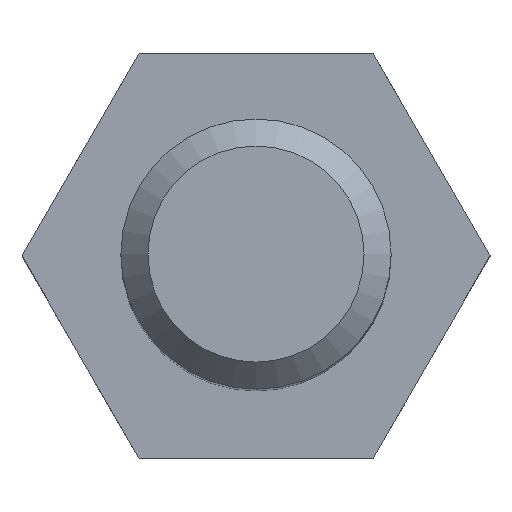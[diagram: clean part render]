
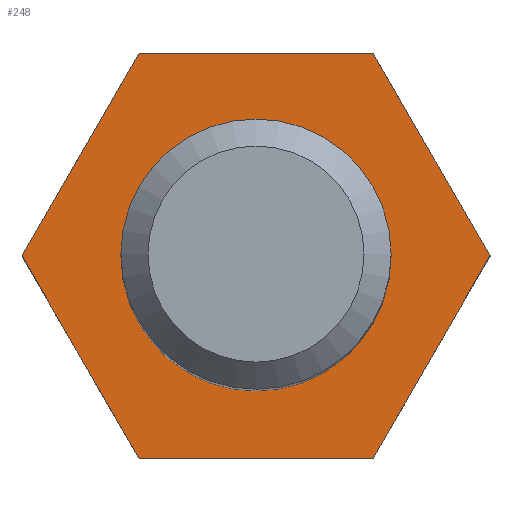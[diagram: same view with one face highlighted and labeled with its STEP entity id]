
A CAD part, top view. The second image highlights one B-rep face of the part: STEP entity #248.
In plain terms, the highlighted planar face has unit normal (0, 0, 1).
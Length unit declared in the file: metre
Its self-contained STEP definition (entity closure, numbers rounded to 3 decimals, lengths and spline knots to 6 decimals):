
#14=LINE('',#436,#26);
#16=LINE('',#440,#28);
#18=LINE('',#444,#30);
#20=LINE('',#448,#32);
#22=LINE('',#452,#34);
#24=LINE('',#456,#36);
#26=VECTOR('',#325,1.);
#28=VECTOR('',#329,1.);
#30=VECTOR('',#333,1.);
#32=VECTOR('',#337,1.);
#34=VECTOR('',#341,1.);
#36=VECTOR('',#345,1.);
#111=ORIENTED_EDGE('',*,*,#153,.F.);
#112=ORIENTED_EDGE('',*,*,#152,.T.);
#113=ORIENTED_EDGE('',*,*,#150,.T.);
#114=ORIENTED_EDGE('',*,*,#148,.T.);
#115=ORIENTED_EDGE('',*,*,#146,.T.);
#116=ORIENTED_EDGE('',*,*,#144,.T.);
#117=ORIENTED_EDGE('',*,*,#142,.T.);
#142=EDGE_CURVE('',#169,#168,#14,.T.);
#144=EDGE_CURVE('',#170,#169,#16,.T.);
#146=EDGE_CURVE('',#171,#170,#18,.T.);
#148=EDGE_CURVE('',#172,#171,#20,.T.);
#150=EDGE_CURVE('',#173,#172,#22,.T.);
#152=EDGE_CURVE('',#168,#173,#24,.T.);
#153=EDGE_CURVE('',#174,#174,#183,.T.);
#168=VERTEX_POINT('',#435);
#169=VERTEX_POINT('',#437);
#170=VERTEX_POINT('',#441);
#171=VERTEX_POINT('',#445);
#172=VERTEX_POINT('',#449);
#173=VERTEX_POINT('',#453);
#174=VERTEX_POINT('',#459);
#183=CIRCLE('',#286,0.012);
#199=EDGE_LOOP('',(#111));
#200=EDGE_LOOP('',(#112,#113,#114,#115,#116,#117));
#219=FACE_BOUND('',#199,.T.);
#220=FACE_BOUND('',#200,.T.);
#233=PLANE('',#285);
#248=ADVANCED_FACE('',(#219,#220),#233,.T.);
#285=AXIS2_PLACEMENT_3D('',#457,#346,#347);
#286=AXIS2_PLACEMENT_3D('',#458,#348,#349);
#325=DIRECTION('',(0.5,-0.866,0.));
#329=DIRECTION('',(-0.5,-0.866,0.));
#333=DIRECTION('',(-1.,0.,0.));
#337=DIRECTION('',(-0.5,0.866,0.));
#341=DIRECTION('',(0.5,0.866,0.));
#345=DIRECTION('',(1.,0.,0.));
#346=DIRECTION('',(0.,0.,1.));
#347=DIRECTION('',(0.,-1.,0.));
#348=DIRECTION('',(0.,0.,1.));
#349=DIRECTION('',(0.,-1.,0.));
#435=CARTESIAN_POINT('',(-0.010392,0.04635,-0.063625));
#436=CARTESIAN_POINT('',(-0.015588,0.05535,-0.063625));
#437=CARTESIAN_POINT('',(-0.020785,0.06435,-0.063625));
#440=CARTESIAN_POINT('',(-0.015588,0.07335,-0.063625));
#441=CARTESIAN_POINT('',(-0.010392,0.08235,-0.063625));
#444=CARTESIAN_POINT('',(0.,0.08235,-0.063625));
#445=CARTESIAN_POINT('',(0.010392,0.08235,-0.063625));
#448=CARTESIAN_POINT('',(0.015588,0.07335,-0.063625));
#449=CARTESIAN_POINT('',(0.020785,0.06435,-0.063625));
#452=CARTESIAN_POINT('',(0.015588,0.05535,-0.063625));
#453=CARTESIAN_POINT('',(0.010392,0.04635,-0.063625));
#456=CARTESIAN_POINT('',(0.,0.04635,-0.063625));
#457=CARTESIAN_POINT('',(0.,0.06435,-0.063625));
#458=CARTESIAN_POINT('',(0.,0.06435,-0.063625));
#459=CARTESIAN_POINT('',(0.,0.05235,-0.063625));
